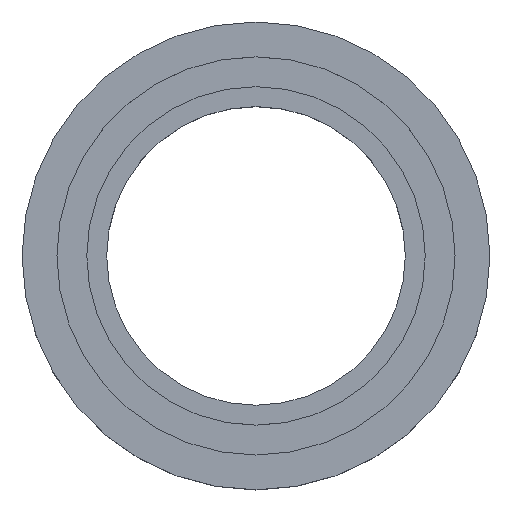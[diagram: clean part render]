
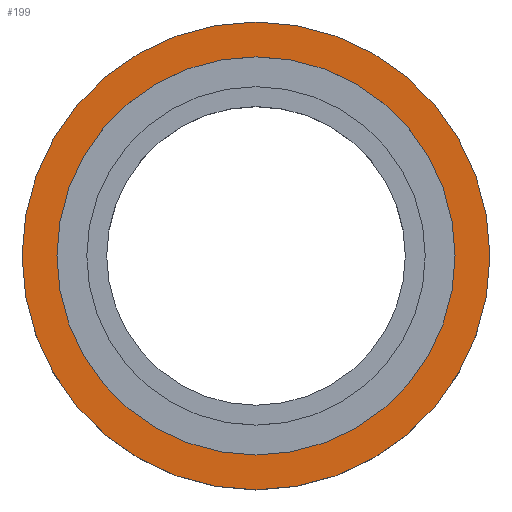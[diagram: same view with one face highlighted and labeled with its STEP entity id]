
A CAD part, top view. The second image highlights one B-rep face of the part: STEP entity #199.
In plain terms, the highlighted planar face has unit normal (0, 0, 1).
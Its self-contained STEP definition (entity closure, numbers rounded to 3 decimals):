
#7 = ORIENTED_EDGE ( 'NONE', *, *, #86, .F. ) ;
#11 = EDGE_LOOP ( 'NONE', ( #41, #7 ) ) ;
#18 = CARTESIAN_POINT ( 'NONE',  ( 20., 0., 9. ) ) ;
#24 = CARTESIAN_POINT ( 'NONE',  ( -23.5, 0., 9. ) ) ;
#30 = DIRECTION ( 'NONE',  ( 0., 0., 1. ) ) ;
#41 = ORIENTED_EDGE ( 'NONE', *, *, #219, .F. ) ;
#52 = AXIS2_PLACEMENT_3D ( 'NONE', #212, #334, #303 ) ;
#56 = CARTESIAN_POINT ( 'NONE',  ( -20., 0., 9. ) ) ;
#60 = CIRCLE ( 'NONE', #179, 23.5 ) ;
#61 = CARTESIAN_POINT ( 'NONE',  ( 0., 0., 9. ) ) ;
#86 = EDGE_CURVE ( 'NONE', #204, #396, #125, .T. ) ;
#90 = DIRECTION ( 'NONE',  ( 1., 0., 0. ) ) ;
#101 = EDGE_LOOP ( 'NONE', ( #385, #262 ) ) ;
#104 = AXIS2_PLACEMENT_3D ( 'NONE', #247, #369, #284 ) ;
#112 = FACE_BOUND ( 'NONE', #11, .T. ) ;
#114 = EDGE_CURVE ( 'NONE', #210, #173, #225, .T. ) ;
#120 = DIRECTION ( 'NONE',  ( 1., 0., 0. ) ) ;
#122 = CARTESIAN_POINT ( 'NONE',  ( 0., 0., 9. ) ) ;
#125 = CIRCLE ( 'NONE', #200, 20. ) ;
#148 = EDGE_CURVE ( 'NONE', #173, #210, #60, .T. ) ;
#150 = DIRECTION ( 'NONE',  ( 0., 0., 1. ) ) ;
#173 = VERTEX_POINT ( 'NONE', #186 ) ;
#179 = AXIS2_PLACEMENT_3D ( 'NONE', #306, #404, #120 ) ;
#182 = FACE_OUTER_BOUND ( 'NONE', #101, .T. ) ;
#186 = CARTESIAN_POINT ( 'NONE',  ( 23.5, 0., 9. ) ) ;
#199 = ADVANCED_FACE ( 'NONE', ( #112, #182 ), #280, .T. ) ;
#200 = AXIS2_PLACEMENT_3D ( 'NONE', #61, #30, #407 ) ;
#204 = VERTEX_POINT ( 'NONE', #56 ) ;
#210 = VERTEX_POINT ( 'NONE', #24 ) ;
#212 = CARTESIAN_POINT ( 'NONE',  ( 0., 0., 9. ) ) ;
#219 = EDGE_CURVE ( 'NONE', #396, #204, #281, .T. ) ;
#225 = CIRCLE ( 'NONE', #274, 23.5 ) ;
#247 = CARTESIAN_POINT ( 'NONE',  ( 0., 0., 9. ) ) ;
#262 = ORIENTED_EDGE ( 'NONE', *, *, #148, .T. ) ;
#274 = AXIS2_PLACEMENT_3D ( 'NONE', #122, #150, #90 ) ;
#280 = PLANE ( 'NONE',  #52 ) ;
#281 = CIRCLE ( 'NONE', #104, 20. ) ;
#284 = DIRECTION ( 'NONE',  ( 1., 0., 0. ) ) ;
#303 = DIRECTION ( 'NONE',  ( 1., 0., 0. ) ) ;
#306 = CARTESIAN_POINT ( 'NONE',  ( 0., 0., 9. ) ) ;
#334 = DIRECTION ( 'NONE',  ( 0., 0., 1. ) ) ;
#369 = DIRECTION ( 'NONE',  ( 0., 0., 1. ) ) ;
#385 = ORIENTED_EDGE ( 'NONE', *, *, #114, .T. ) ;
#396 = VERTEX_POINT ( 'NONE', #18 ) ;
#404 = DIRECTION ( 'NONE',  ( 0., 0., 1. ) ) ;
#407 = DIRECTION ( 'NONE',  ( 1., 0., 0. ) ) ;
